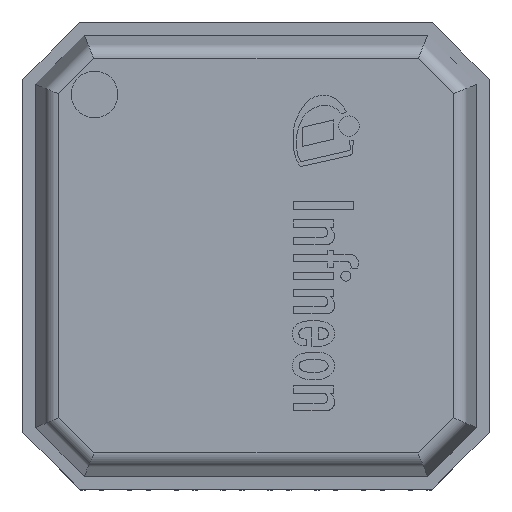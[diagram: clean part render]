
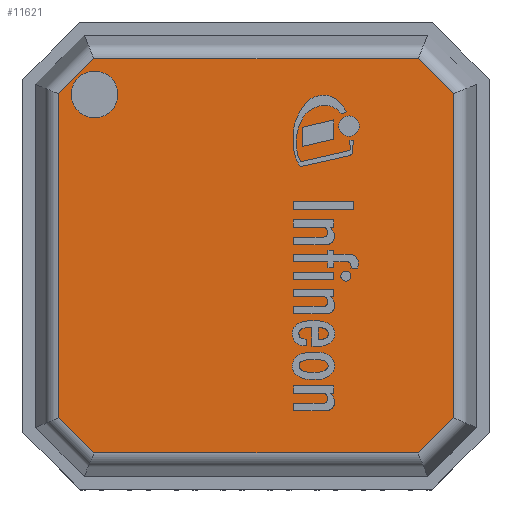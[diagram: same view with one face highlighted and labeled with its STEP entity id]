
A CAD part, top view. The second image highlights one B-rep face of the part: STEP entity #11621.
In plain terms, the highlighted planar face has unit normal (0, 0, 1).
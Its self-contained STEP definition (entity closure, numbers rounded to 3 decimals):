
#319=FACE_BOUND('',#2087,.T.);
#771=PLANE('',#12611);
#1420=FACE_OUTER_BOUND('',#2086,.T.);
#2086=EDGE_LOOP('',(#10734,#10735,#10736,#10737,#10738,#10739,#10740,#10741));
#2087=EDGE_LOOP('',(#10742));
#3277=LINE('',#19775,#4470);
#3278=LINE('',#19777,#4471);
#3279=LINE('',#19779,#4472);
#3280=LINE('',#19781,#4473);
#3281=LINE('',#19783,#4474);
#3282=LINE('',#19785,#4475);
#3283=LINE('',#19787,#4476);
#3284=LINE('',#19788,#4477);
#4470=VECTOR('',#15655,1000.);
#4471=VECTOR('',#15656,1000.);
#4472=VECTOR('',#15657,1000.);
#4473=VECTOR('',#15658,1000.);
#4474=VECTOR('',#15659,1000.);
#4475=VECTOR('',#15660,1000.);
#4476=VECTOR('',#15661,1000.);
#4477=VECTOR('',#15662,1000.);
#4796=CIRCLE('',#12602,0.25);
#5848=VERTEX_POINT('',#19721);
#5865=VERTEX_POINT('',#19773);
#5866=VERTEX_POINT('',#19774);
#5867=VERTEX_POINT('',#19776);
#5868=VERTEX_POINT('',#19778);
#5869=VERTEX_POINT('',#19780);
#5870=VERTEX_POINT('',#19782);
#5871=VERTEX_POINT('',#19784);
#5872=VERTEX_POINT('',#19786);
#7472=EDGE_CURVE('',#5848,#5848,#4796,.T.);
#7497=EDGE_CURVE('',#5865,#5866,#3277,.T.);
#7498=EDGE_CURVE('',#5866,#5867,#3278,.T.);
#7499=EDGE_CURVE('',#5867,#5868,#3279,.T.);
#7500=EDGE_CURVE('',#5868,#5869,#3280,.T.);
#7501=EDGE_CURVE('',#5869,#5870,#3281,.T.);
#7502=EDGE_CURVE('',#5870,#5871,#3282,.T.);
#7503=EDGE_CURVE('',#5871,#5872,#3283,.T.);
#7504=EDGE_CURVE('',#5872,#5865,#3284,.T.);
#10734=ORIENTED_EDGE('',*,*,#7497,.T.);
#10735=ORIENTED_EDGE('',*,*,#7498,.T.);
#10736=ORIENTED_EDGE('',*,*,#7499,.T.);
#10737=ORIENTED_EDGE('',*,*,#7500,.T.);
#10738=ORIENTED_EDGE('',*,*,#7501,.T.);
#10739=ORIENTED_EDGE('',*,*,#7502,.T.);
#10740=ORIENTED_EDGE('',*,*,#7503,.T.);
#10741=ORIENTED_EDGE('',*,*,#7504,.T.);
#10742=ORIENTED_EDGE('',*,*,#7472,.F.);
#11621=ADVANCED_FACE('',(#1420,#319),#771,.T.);
#12602=AXIS2_PLACEMENT_3D('',#19723,#15611,#15612);
#12611=AXIS2_PLACEMENT_3D('',#19772,#15653,#15654);
#15611=DIRECTION('center_axis',(0.,0.,1.));
#15612=DIRECTION('ref_axis',(1.,0.,0.));
#15653=DIRECTION('center_axis',(0.,0.,1.));
#15654=DIRECTION('ref_axis',(1.,0.,0.));
#15655=DIRECTION('',(-1.,0.,0.));
#15656=DIRECTION('',(-0.707,-0.707,0.));
#15657=DIRECTION('',(0.,-1.,0.));
#15658=DIRECTION('',(0.707,-0.707,0.));
#15659=DIRECTION('',(1.,0.,0.));
#15660=DIRECTION('',(0.707,0.707,0.));
#15661=DIRECTION('',(0.,1.,0.));
#15662=DIRECTION('',(-0.707,0.707,0.));
#19721=CARTESIAN_POINT('',(-1.975,1.725,0.9));
#19723=CARTESIAN_POINT('Origin',(-1.725,1.725,0.9));
#19772=CARTESIAN_POINT('Origin',(0.,0.,0.9));
#19773=CARTESIAN_POINT('',(1.731,2.106,0.9));
#19774=CARTESIAN_POINT('',(-1.731,2.106,0.9));
#19775=CARTESIAN_POINT('',(-1.781,2.106,0.9));
#19776=CARTESIAN_POINT('',(-2.106,1.731,0.9));
#19777=CARTESIAN_POINT('',(-2.142,1.695,0.9));
#19778=CARTESIAN_POINT('',(-2.106,-1.731,0.9));
#19779=CARTESIAN_POINT('',(-2.106,-1.781,0.9));
#19780=CARTESIAN_POINT('',(-1.731,-2.106,0.9));
#19781=CARTESIAN_POINT('',(-1.695,-2.142,0.9));
#19782=CARTESIAN_POINT('',(1.731,-2.106,0.9));
#19783=CARTESIAN_POINT('',(1.781,-2.106,0.9));
#19784=CARTESIAN_POINT('',(2.106,-1.731,0.9));
#19785=CARTESIAN_POINT('',(2.142,-1.695,0.9));
#19786=CARTESIAN_POINT('',(2.106,1.731,0.9));
#19787=CARTESIAN_POINT('',(2.106,1.781,0.9));
#19788=CARTESIAN_POINT('',(1.695,2.142,0.9));
